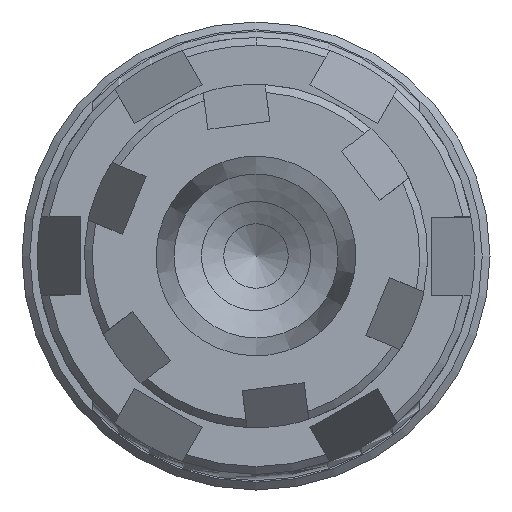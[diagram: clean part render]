
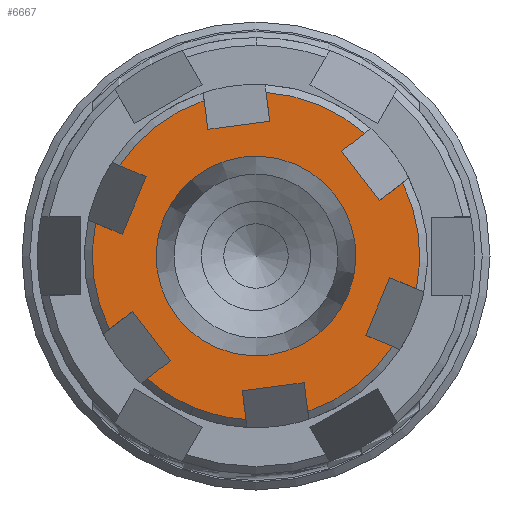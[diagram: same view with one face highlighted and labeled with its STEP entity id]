
A CAD part, front view. The second image highlights one B-rep face of the part: STEP entity #6667.
In plain terms, the highlighted face is planar.
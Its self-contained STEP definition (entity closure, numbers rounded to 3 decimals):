
#697=PLANE('',#7335);
#1395=CIRCLE('',#7336,10.5);
#1396=CIRCLE('',#7337,10.5);
#1397=CIRCLE('',#7338,10.5);
#1398=CIRCLE('',#7339,10.5);
#1399=CIRCLE('',#7340,10.5);
#1400=CIRCLE('',#7341,10.5);
#1401=CIRCLE('',#7342,10.5);
#1402=CIRCLE('',#7343,6.4);
#2008=VERTEX_POINT('',#11662);
#2009=VERTEX_POINT('',#11664);
#2011=VERTEX_POINT('',#11672);
#2012=VERTEX_POINT('',#11677);
#2013=VERTEX_POINT('',#11679);
#2014=VERTEX_POINT('',#11681);
#2015=VERTEX_POINT('',#11683);
#2016=VERTEX_POINT('',#11685);
#2017=VERTEX_POINT('',#11687);
#2018=VERTEX_POINT('',#11689);
#2019=VERTEX_POINT('',#11691);
#2020=VERTEX_POINT('',#11693);
#2021=VERTEX_POINT('',#11695);
#2022=VERTEX_POINT('',#11697);
#2023=VERTEX_POINT('',#11699);
#2024=VERTEX_POINT('',#11701);
#2025=VERTEX_POINT('',#11703);
#2026=VERTEX_POINT('',#11705);
#2027=VERTEX_POINT('',#11707);
#2028=VERTEX_POINT('',#11709);
#2029=VERTEX_POINT('',#11711);
#2030=VERTEX_POINT('',#11713);
#2031=VERTEX_POINT('',#11715);
#2032=VERTEX_POINT('',#11717);
#2033=VERTEX_POINT('',#11719);
#2034=VERTEX_POINT('',#11722);
#2365=VECTOR('',#8761,1.);
#2368=VECTOR('',#8765,1.);
#2369=VECTOR('',#8767,1.);
#2370=VECTOR('',#8770,1.);
#2371=VECTOR('',#8771,1.);
#2372=VECTOR('',#8772,1.);
#2373=VECTOR('',#8775,1.);
#2374=VECTOR('',#8776,1.);
#2375=VECTOR('',#8777,1.);
#2376=VECTOR('',#8782,1.);
#2377=VECTOR('',#8783,1.);
#2378=VECTOR('',#8784,1.);
#2379=VECTOR('',#8787,1.);
#2380=VECTOR('',#8788,1.);
#2381=VECTOR('',#8789,1.);
#2382=VECTOR('',#8792,1.);
#2383=VECTOR('',#8793,1.);
#2384=VECTOR('',#8794,1.);
#2703=LINE('',#11663,#2365);
#2706=LINE('',#11674,#2368);
#2707=LINE('',#11676,#2369);
#2708=LINE('',#11680,#2370);
#2709=LINE('',#11682,#2371);
#2710=LINE('',#11684,#2372);
#2711=LINE('',#11688,#2373);
#2712=LINE('',#11690,#2374);
#2713=LINE('',#11692,#2375);
#2714=LINE('',#11698,#2376);
#2715=LINE('',#11700,#2377);
#2716=LINE('',#11702,#2378);
#2717=LINE('',#11706,#2379);
#2718=LINE('',#11708,#2380);
#2719=LINE('',#11710,#2381);
#2720=LINE('',#11714,#2382);
#2721=LINE('',#11716,#2383);
#2722=LINE('',#11718,#2384);
#3613=EDGE_CURVE('',#2008,#2009,#2703,.T.);
#3617=EDGE_CURVE('',#2011,#2009,#2706,.T.);
#3618=EDGE_CURVE('',#2012,#2008,#2707,.T.);
#3619=EDGE_CURVE('',#2012,#2013,#1395,.T.);
#3620=EDGE_CURVE('',#2013,#2014,#2708,.T.);
#3621=EDGE_CURVE('',#2015,#2014,#2709,.T.);
#3622=EDGE_CURVE('',#2016,#2015,#2710,.T.);
#3623=EDGE_CURVE('',#2016,#2017,#1396,.T.);
#3624=EDGE_CURVE('',#2017,#2018,#2711,.T.);
#3625=EDGE_CURVE('',#2019,#2018,#2712,.T.);
#3626=EDGE_CURVE('',#2020,#2019,#2713,.T.);
#3627=EDGE_CURVE('',#2020,#2021,#1397,.T.);
#3628=EDGE_CURVE('',#2021,#2022,#1398,.T.);
#3629=EDGE_CURVE('',#2022,#2023,#2714,.T.);
#3630=EDGE_CURVE('',#2024,#2023,#2715,.T.);
#3631=EDGE_CURVE('',#2025,#2024,#2716,.T.);
#3632=EDGE_CURVE('',#2025,#2026,#1399,.T.);
#3633=EDGE_CURVE('',#2026,#2027,#2717,.T.);
#3634=EDGE_CURVE('',#2028,#2027,#2718,.T.);
#3635=EDGE_CURVE('',#2029,#2028,#2719,.T.);
#3636=EDGE_CURVE('',#2029,#2030,#1400,.T.);
#3637=EDGE_CURVE('',#2030,#2031,#2720,.T.);
#3638=EDGE_CURVE('',#2032,#2031,#2721,.T.);
#3639=EDGE_CURVE('',#2033,#2032,#2722,.T.);
#3640=EDGE_CURVE('',#2033,#2011,#1401,.T.);
#3641=EDGE_CURVE('',#2034,#2034,#1402,.T.);
#5441=ORIENTED_EDGE('',*,*,#3618,.F.);
#5442=ORIENTED_EDGE('',*,*,#3619,.T.);
#5443=ORIENTED_EDGE('',*,*,#3620,.T.);
#5444=ORIENTED_EDGE('',*,*,#3621,.F.);
#5445=ORIENTED_EDGE('',*,*,#3622,.F.);
#5446=ORIENTED_EDGE('',*,*,#3623,.T.);
#5447=ORIENTED_EDGE('',*,*,#3624,.T.);
#5448=ORIENTED_EDGE('',*,*,#3625,.F.);
#5449=ORIENTED_EDGE('',*,*,#3626,.F.);
#5450=ORIENTED_EDGE('',*,*,#3627,.T.);
#5451=ORIENTED_EDGE('',*,*,#3628,.T.);
#5452=ORIENTED_EDGE('',*,*,#3629,.T.);
#5453=ORIENTED_EDGE('',*,*,#3630,.F.);
#5454=ORIENTED_EDGE('',*,*,#3631,.F.);
#5455=ORIENTED_EDGE('',*,*,#3632,.T.);
#5456=ORIENTED_EDGE('',*,*,#3633,.T.);
#5457=ORIENTED_EDGE('',*,*,#3634,.F.);
#5458=ORIENTED_EDGE('',*,*,#3635,.F.);
#5459=ORIENTED_EDGE('',*,*,#3636,.T.);
#5460=ORIENTED_EDGE('',*,*,#3637,.T.);
#5461=ORIENTED_EDGE('',*,*,#3638,.F.);
#5462=ORIENTED_EDGE('',*,*,#3639,.F.);
#5463=ORIENTED_EDGE('',*,*,#3640,.T.);
#5464=ORIENTED_EDGE('',*,*,#3617,.T.);
#5465=ORIENTED_EDGE('',*,*,#3613,.F.);
#5466=ORIENTED_EDGE('',*,*,#3641,.T.);
#5969=EDGE_LOOP('',(#5441,#5442,#5443,#5444,#5445,#5446,#5447,#5448,#5449,
#5450,#5451,#5452,#5453,#5454,#5455,#5456,#5457,#5458,#5459,#5460,#5461,
#5462,#5463,#5464,#5465));
#5970=EDGE_LOOP('',(#5466));
#6324=FACE_BOUND('',#5969,.T.);
#6325=FACE_BOUND('',#5970,.T.);
#6667=ADVANCED_FACE('',(#6324,#6325),#697,.T.);
#7335=AXIS2_PLACEMENT_3D('',#11675,#8766,$);
#7336=AXIS2_PLACEMENT_3D('',#11678,#8768,#8769);
#7337=AXIS2_PLACEMENT_3D('',#11686,#8773,#8774);
#7338=AXIS2_PLACEMENT_3D('',#11694,#8778,#8779);
#7339=AXIS2_PLACEMENT_3D('',#11696,#8780,#8781);
#7340=AXIS2_PLACEMENT_3D('',#11704,#8785,#8786);
#7341=AXIS2_PLACEMENT_3D('',#11712,#8790,#8791);
#7342=AXIS2_PLACEMENT_3D('',#11720,#8795,#8796);
#7343=AXIS2_PLACEMENT_3D('',#11721,#8797,#8798);
#8761=DIRECTION('',(0.,-0.866,-0.5));
#8765=DIRECTION('',(0.,-0.5,0.866));
#8766=DIRECTION('',(1.,0.,0.));
#8767=DIRECTION('',(0.,-0.5,0.866));
#8768=DIRECTION('',(1.,0.,0.));
#8769=DIRECTION('',(0.,0.,-10.5));
#8770=DIRECTION('',(0.,-1.,0.));
#8771=DIRECTION('',(0.,0.,-1.));
#8772=DIRECTION('',(0.,-1.,0.));
#8773=DIRECTION('',(1.,0.,0.));
#8774=DIRECTION('',(0.,0.,-10.5));
#8775=DIRECTION('',(0.,-0.5,-0.866));
#8776=DIRECTION('',(0.,0.866,-0.5));
#8777=DIRECTION('',(0.,-0.5,-0.866));
#8778=DIRECTION('',(1.,0.,0.));
#8779=DIRECTION('',(0.,0.,-10.5));
#8780=DIRECTION('',(1.,0.,0.));
#8781=DIRECTION('',(0.,0.,-10.5));
#8782=DIRECTION('',(0.,0.5,-0.866));
#8783=DIRECTION('',(0.,0.866,0.5));
#8784=DIRECTION('',(0.,0.5,-0.866));
#8785=DIRECTION('',(1.,0.,0.));
#8786=DIRECTION('',(0.,0.,-10.5));
#8787=DIRECTION('',(0.,1.,0.));
#8788=DIRECTION('',(0.,0.,1.));
#8789=DIRECTION('',(0.,1.,0.));
#8790=DIRECTION('',(1.,0.,0.));
#8791=DIRECTION('',(0.,0.,-10.5));
#8792=DIRECTION('',(0.,0.5,0.866));
#8793=DIRECTION('',(0.,-0.866,0.5));
#8794=DIRECTION('',(0.,0.5,0.866));
#8795=DIRECTION('',(1.,0.,0.));
#8796=DIRECTION('',(0.,0.,-10.5));
#8797=DIRECTION('',(-1.,0.,0.));
#8798=DIRECTION('',(0.,0.,6.4));
#11662=CARTESIAN_POINT('',(0.,5.957,-6.318));
#11663=CARTESIAN_POINT('',(0.,5.957,-6.318));
#11664=CARTESIAN_POINT('',(0.,2.493,-8.318));
#11672=CARTESIAN_POINT('',(0.,3.422,-9.927));
#11674=CARTESIAN_POINT('',(0.,3.422,-9.927));
#11675=CARTESIAN_POINT('',(0.,0.,11.));
#11676=CARTESIAN_POINT('',(0.,6.886,-7.927));
#11677=CARTESIAN_POINT('',(0.,6.886,-7.927));
#11678=CARTESIAN_POINT('',(0.,0.,0.));
#11679=CARTESIAN_POINT('',(0.,10.308,-2.));
#11680=CARTESIAN_POINT('',(0.,10.308,-2.));
#11681=CARTESIAN_POINT('',(0.,8.45,-2.));
#11682=CARTESIAN_POINT('',(0.,8.45,2.));
#11683=CARTESIAN_POINT('',(0.,8.45,2.));
#11684=CARTESIAN_POINT('',(0.,10.308,2.));
#11685=CARTESIAN_POINT('',(0.,10.308,2.));
#11686=CARTESIAN_POINT('',(0.,0.,0.));
#11687=CARTESIAN_POINT('',(0.,6.886,7.927));
#11688=CARTESIAN_POINT('',(0.,6.886,7.927));
#11689=CARTESIAN_POINT('',(0.,5.957,6.318));
#11690=CARTESIAN_POINT('',(0.,2.493,8.318));
#11691=CARTESIAN_POINT('',(0.,2.493,8.318));
#11692=CARTESIAN_POINT('',(0.,3.422,9.927));
#11693=CARTESIAN_POINT('',(0.,3.422,9.927));
#11694=CARTESIAN_POINT('',(0.,0.,0.));
#11695=CARTESIAN_POINT('',(0.,0.,10.5));
#11696=CARTESIAN_POINT('',(0.,0.,0.));
#11697=CARTESIAN_POINT('',(0.,-3.422,9.927));
#11698=CARTESIAN_POINT('',(0.,-3.422,9.927));
#11699=CARTESIAN_POINT('',(0.,-2.493,8.318));
#11700=CARTESIAN_POINT('',(0.,-5.957,6.318));
#11701=CARTESIAN_POINT('',(0.,-5.957,6.318));
#11702=CARTESIAN_POINT('',(0.,-6.886,7.927));
#11703=CARTESIAN_POINT('',(0.,-6.886,7.927));
#11704=CARTESIAN_POINT('',(0.,0.,0.));
#11705=CARTESIAN_POINT('',(0.,-10.308,2.));
#11706=CARTESIAN_POINT('',(0.,-10.308,2.));
#11707=CARTESIAN_POINT('',(0.,-8.45,2.));
#11708=CARTESIAN_POINT('',(0.,-8.45,-2.));
#11709=CARTESIAN_POINT('',(0.,-8.45,-2.));
#11710=CARTESIAN_POINT('',(0.,-10.308,-2.));
#11711=CARTESIAN_POINT('',(0.,-10.308,-2.));
#11712=CARTESIAN_POINT('',(0.,0.,0.));
#11713=CARTESIAN_POINT('',(0.,-6.886,-7.927));
#11714=CARTESIAN_POINT('',(0.,-6.886,-7.927));
#11715=CARTESIAN_POINT('',(0.,-5.957,-6.318));
#11716=CARTESIAN_POINT('',(0.,-2.493,-8.318));
#11717=CARTESIAN_POINT('',(0.,-2.493,-8.318));
#11718=CARTESIAN_POINT('',(0.,-3.422,-9.927));
#11719=CARTESIAN_POINT('',(0.,-3.422,-9.927));
#11720=CARTESIAN_POINT('',(0.,0.,0.));
#11721=CARTESIAN_POINT('',(0.,0.,0.));
#11722=CARTESIAN_POINT('',(0.,0.,6.4));
